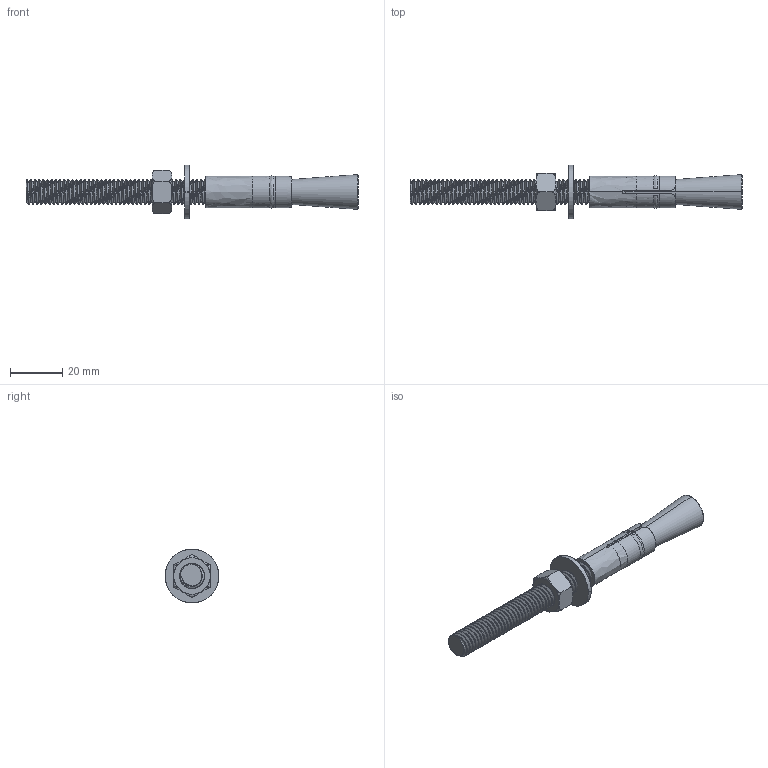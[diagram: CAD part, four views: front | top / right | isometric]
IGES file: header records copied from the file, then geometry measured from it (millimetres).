
Start section: SolidWorks IGES file using analytic representation for surfaces
Global section: file name: B009EARVVS.3D.IGS; native system: SolidWorks 2012; preprocessor: SolidWorks 2012; author: solidworks; date: 131028.171420; units: inch
Bounding box: 127 x 20.62 x 20.62 mm (x, y, z)
Surface area: 9523 mm2 (no closed solid volume)
Topology: 0 solids, 0 shells, 168 faces, 4487 edges, 4486 vertices
Faces by surface type: revolution 128, bspline 40
